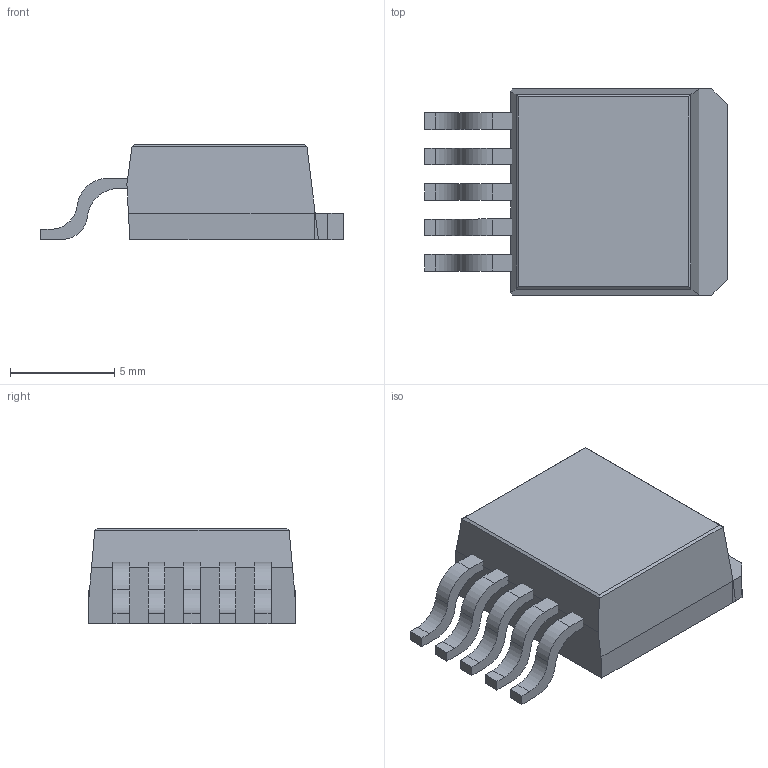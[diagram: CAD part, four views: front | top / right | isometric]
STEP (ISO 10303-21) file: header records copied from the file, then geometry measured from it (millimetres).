
FILE_DESCRIPTION(/* description */ (''),/* implementation_level */ '2;1');
FILE_NAME(/* name */ 'TO263-5L.step',/* time_stamp */ '2019-04-17T23:35:09+03:00',/* author */ (''),/* organization */ (''),/* preprocessor_version */ 'ST-DEVELOPER v17.2',/* originating_system */ 'Autodesk Translation Framework v7.6.0.251',/* authorisation */ '');
FILE_SCHEMA (('AUTOMOTIVE_DESIGN { 1 0 10303 214 3 1 1 }'));
Length unit declared in the file: millimetre
Products named in the file (9): (Unsaved); TO263-5L; TO220; Component2; Component6; Component7; Component8; Component9; Component10
Assembly tree (8 placements, depth 3):
  (Unsaved)
    TO263-5L
      TO220
      Component2
      Component6
      Component7
      Component8
      Component9
      Component10
Bounding box: 14.55 x 9.9 x 4.6 mm (x, y, z)
Volume: 502.7 mm3; surface area: 616.3 mm2
Topology: 7 solids, 7 shells, 87 faces, 219 edges, 146 vertices
Faces by surface type: plane 67, cylinder 20
Entity records: 2879 total; most frequent: CARTESIAN_POINT 469, DIRECTION 467, ORIENTED_EDGE 438, EDGE_CURVE 219, LINE 179, VECTOR 179, VERTEX_POINT 146, AXIS2_PLACEMENT_3D 144
